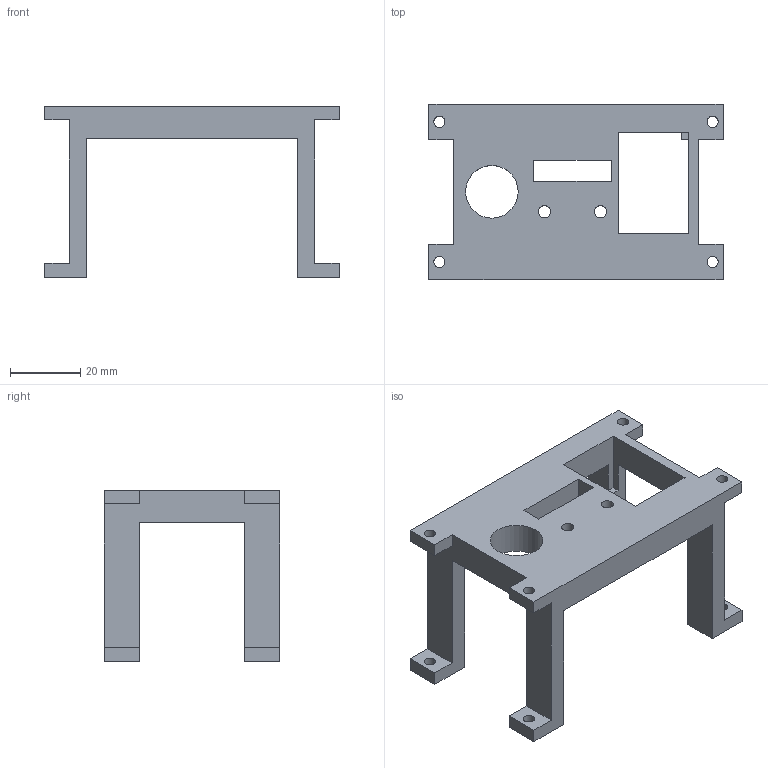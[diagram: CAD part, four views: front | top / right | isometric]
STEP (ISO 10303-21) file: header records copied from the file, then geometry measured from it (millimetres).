
FILE_DESCRIPTION(/* description */ (''),/* implementation_level */ '2;1');
FILE_NAME(/* name */ 'Radio Holder.step',/* time_stamp */ '2025-06-02T09:53:40-04:00',/* author */ (''),/* organization */ (''),/* preprocessor_version */ 'ST-DEVELOPER v20.1',/* originating_system */ 'Autodesk Translation Framework v14.10.0.0',/* authorisation */ '');
FILE_SCHEMA (('AUTOMOTIVE_DESIGN { 1 0 10303 214 3 1 1 }'));
Length unit declared in the file: millimetre
Products named in the file (1): RadioHolder
Bounding box: 84 x 50 x 48.8 mm (x, y, z)
Volume: 33185.5 mm3; surface area: 15877.9 mm2
Topology: 1 solids, 1 shells, 58 faces, 174 edges, 117 vertices
Faces by surface type: plane 47, cylinder 11
Full cylindrical faces by diameter (mm): 3.2 x8, 3.5 x2, 15 x1
Entity records: 2029 total; most frequent: CARTESIAN_POINT 350, ORIENTED_EDGE 348, DIRECTION 314, EDGE_CURVE 174, LINE 152, VECTOR 152, VERTEX_POINT 117, EDGE_LOOP 83
